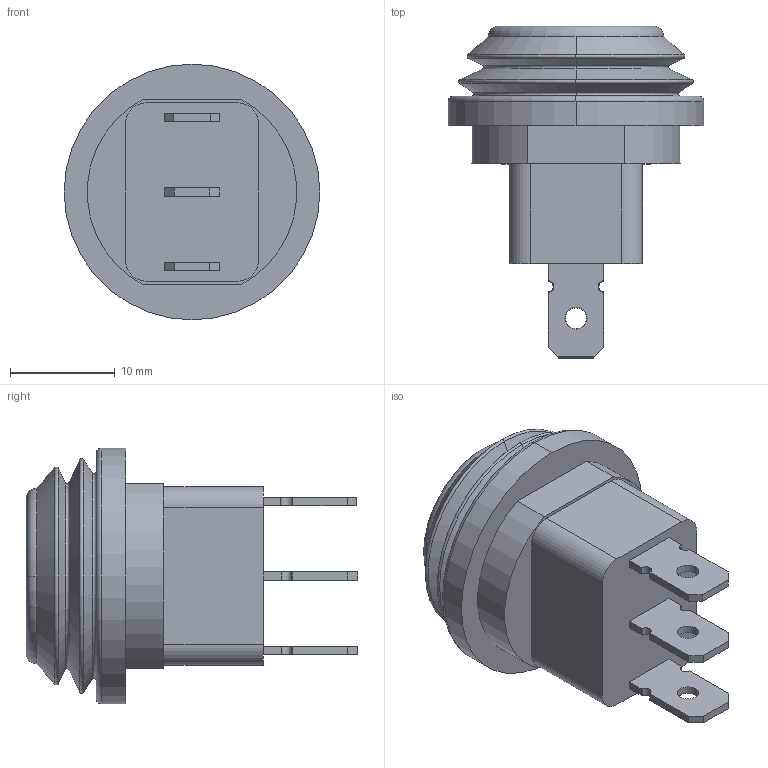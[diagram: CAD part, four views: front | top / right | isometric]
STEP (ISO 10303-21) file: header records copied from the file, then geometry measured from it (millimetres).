
FILE_DESCRIPTION((''),'2;1');
FILE_NAME('SWITCH_LED_ROCKER','2020-02-06T22:29:03',('cdl17'),(''),'CREO PARAMETRIC BY PTC INC, 2019080','CREO PARAMETRIC BY PTC INC, 2019080','');
FILE_SCHEMA(('CONFIG_CONTROL_DESIGN'));
Length unit declared in the file: millimetre
Products named in the file (1): SWITCH_LED_ROCKER
Bounding box: 24.38 x 31.64 x 24.38 mm (x, y, z)
Volume: 6459.9 mm3; surface area: 2749.1 mm2
Topology: 1 solids, 1 shells, 89 faces, 218 edges, 140 vertices
Faces by surface type: plane 45, cylinder 24, torus 12, cone 8
Entity records: 2678 total; most frequent: DIRECTION 480, CARTESIAN_POINT 447, ORIENTED_EDGE 436, EDGE_CURVE 218, AXIS2_PLACEMENT_3D 173, VERTEX_POINT 140, VECTOR 134, LINE 134
